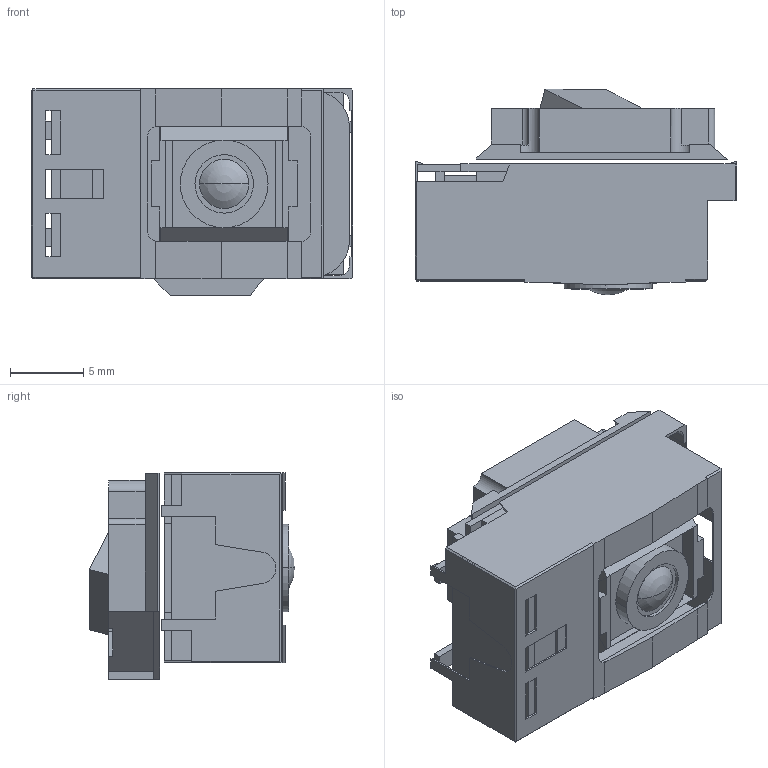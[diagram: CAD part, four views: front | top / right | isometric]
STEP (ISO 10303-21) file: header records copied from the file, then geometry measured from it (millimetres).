
FILE_DESCRIPTION((''),'1');
FILE_NAME('LASER__ASM','1997-01-23T20:27:57',('user'),(''),'PRO/ENGINEER BY PARAMETRIC TECHNOLOGY CORPORATION, 9652','PRO/ENGINEER BY PARAMETRIC TECHNOLOGY CORPORATION, 9652','');
FILE_SCHEMA(('CONFIG_CONTROL_DESIGN'));
Length unit declared in the file: millimetre
Products named in the file (7): LASER_CASE_; CRYSTAL_HOUSING_; M_PLATE_; L_BLOCK_; LASER_; CRYSTAL1_; LASER__ASM
Assembly tree (6 placements, depth 2):
  LASER__ASM
    LASER_CASE_
    CRYSTAL_HOUSING_
    M_PLATE_
    L_BLOCK_
    LASER_
    CRYSTAL1_
Bounding box: 22 x 14.06 x 14.11 mm (x, y, z)
Volume: 1753.1 mm3; surface area: 3594.7 mm2
Topology: 6 solids, 6 shells, 256 faces, 732 edges, 474 vertices
Faces by surface type: plane 236, cylinder 18, sphere 2
Entity records: 8395 total; most frequent: CARTESIAN_POINT 1494, ORIENTED_EDGE 1460, DIRECTION 1308, EDGE_CURVE 730, VECTOR 680, LINE 680, VERTEX_POINT 474, AXIS2_PLACEMENT_3D 314
